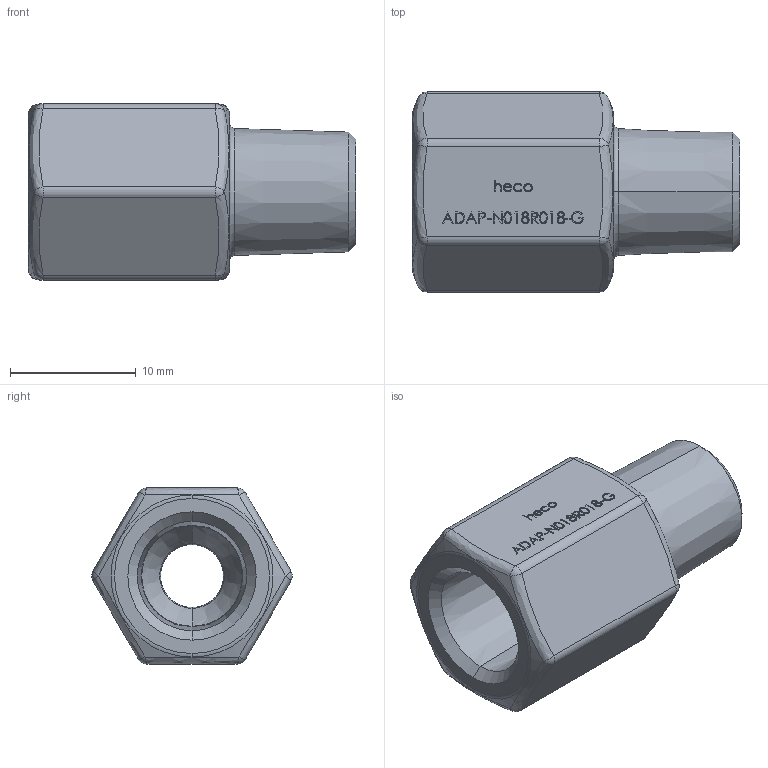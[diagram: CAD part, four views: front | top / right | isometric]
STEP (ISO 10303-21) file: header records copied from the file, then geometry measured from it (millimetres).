
FILE_DESCRIPTION (( 'STEP AP214' ), '1' );
FILE_NAME ('ADAP-N018R018-G Adapter.STEP', '2018-06-27T08:28:21', ( '' ), ( '' ), 'SwSTEP 2.0', 'SolidWorks 2016', '' );
FILE_SCHEMA (( 'AUTOMOTIVE_DESIGN' ));
Length unit declared in the file: millimetre
Products named in the file (1): ADAP-N018R018-G Adapter
Bounding box: 26 x 15.92 x 14 mm (x, y, z)
Volume: 2517.4 mm3; surface area: 1788.5 mm2
Topology: 1 solids, 1 shells, 307 faces, 768 edges, 492 vertices
Faces by surface type: plane 135, bspline 126, cone 14, torus 12, sphere 12, cylinder 8
Entity records: 18377 total; most frequent: CARTESIAN_POINT 9394, ORIENTED_EDGE 1520, DIRECTION 948, EDGE_CURVE 760, VERTEX_POINT 488, LINE 424, VECTOR 424, EDGE_LOOP 342
